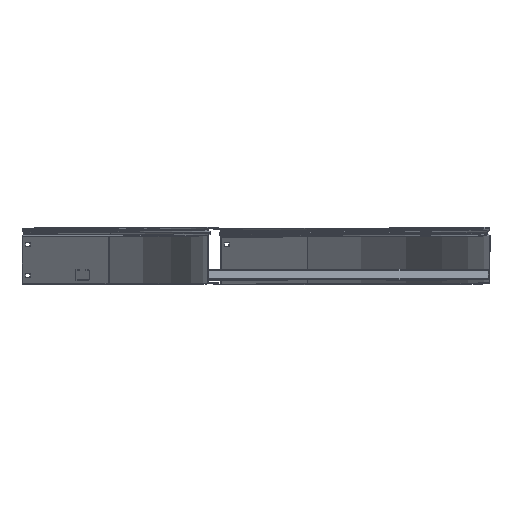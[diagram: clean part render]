
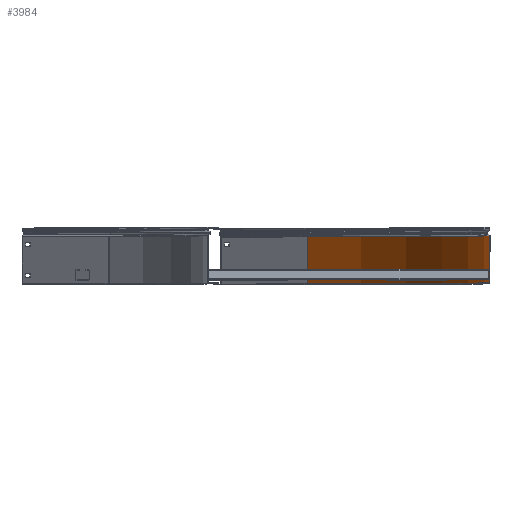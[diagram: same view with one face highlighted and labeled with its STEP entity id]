
A CAD part, top view. The second image highlights one B-rep face of the part: STEP entity #3984.
In plain terms, the highlighted cylindrical face has radius 1101 mm (diameter 2202 mm), a partial arc.
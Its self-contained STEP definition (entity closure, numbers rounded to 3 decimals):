
#118 = VECTOR ( 'NONE', #3852, 1000. ) ;
#214 = EDGE_CURVE ( 'NONE', #6986, #4744, #4243, .T. ) ;
#221 = CARTESIAN_POINT ( 'NONE',  ( 778.525, 1.2, -778.525 ) ) ;
#290 = ORIENTED_EDGE ( 'NONE', *, *, #6701, .F. ) ;
#475 = EDGE_LOOP ( 'NONE', ( #3257, #290, #1936, #6873 ) ) ;
#891 = DIRECTION ( 'NONE',  ( 0., 0., 1. ) ) ;
#1936 = ORIENTED_EDGE ( 'NONE', *, *, #3817, .T. ) ;
#1995 = CIRCLE ( 'NONE', #7558, 1101. ) ;
#2474 = VECTOR ( 'NONE', #6199, 1000. ) ;
#2726 = DIRECTION ( 'NONE',  ( 0., -1., 0. ) ) ;
#3257 = ORIENTED_EDGE ( 'NONE', *, *, #5311, .T. ) ;
#3534 = CARTESIAN_POINT ( 'NONE',  ( 0., 0., 0. ) ) ;
#3817 = EDGE_CURVE ( 'NONE', #4486, #6986, #1995, .T. ) ;
#3852 = DIRECTION ( 'NONE',  ( 0., 1., 0. ) ) ;
#3984 = ADVANCED_FACE ( 'NONE', ( #7702 ), #6248, .F. ) ;
#4178 = DIRECTION ( 'NONE',  ( 0., 0., 1. ) ) ;
#4243 = LINE ( 'NONE', #4292, #2474 ) ;
#4292 = CARTESIAN_POINT ( 'NONE',  ( 1101., 0., 0. ) ) ;
#4486 = VERTEX_POINT ( 'NONE', #221 ) ;
#4744 = VERTEX_POINT ( 'NONE', #7120 ) ;
#4757 = AXIS2_PLACEMENT_3D ( 'NONE', #8162, #4866, #891 ) ;
#4866 = DIRECTION ( 'NONE',  ( 0., 1., 0. ) ) ;
#4995 = LINE ( 'NONE', #8505, #118 ) ;
#5119 = CIRCLE ( 'NONE', #4757, 1101. ) ;
#5311 = EDGE_CURVE ( 'NONE', #4744, #6802, #5119, .T. ) ;
#5451 = DIRECTION ( 'NONE',  ( 0., 0., 1. ) ) ;
#5587 = DIRECTION ( 'NONE',  ( 0., 1., 0. ) ) ;
#6006 = AXIS2_PLACEMENT_3D ( 'NONE', #3534, #5587, #4178 ) ;
#6137 = CARTESIAN_POINT ( 'NONE',  ( 1101., 1.2, 0. ) ) ;
#6199 = DIRECTION ( 'NONE',  ( 0., 1., 0. ) ) ;
#6248 = CYLINDRICAL_SURFACE ( 'NONE', #6006, 1101. ) ;
#6701 = EDGE_CURVE ( 'NONE', #4486, #6802, #4995, .T. ) ;
#6802 = VERTEX_POINT ( 'NONE', #7792 ) ;
#6873 = ORIENTED_EDGE ( 'NONE', *, *, #214, .T. ) ;
#6986 = VERTEX_POINT ( 'NONE', #6137 ) ;
#7120 = CARTESIAN_POINT ( 'NONE',  ( 1101., 84.499, 0. ) ) ;
#7558 = AXIS2_PLACEMENT_3D ( 'NONE', #8082, #2726, #5451 ) ;
#7702 = FACE_OUTER_BOUND ( 'NONE', #475, .T. ) ;
#7792 = CARTESIAN_POINT ( 'NONE',  ( 778.525, 84.499, -778.525 ) ) ;
#8082 = CARTESIAN_POINT ( 'NONE',  ( 0., 1.2, 0. ) ) ;
#8162 = CARTESIAN_POINT ( 'NONE',  ( 0., 84.499, 0. ) ) ;
#8505 = CARTESIAN_POINT ( 'NONE',  ( 778.525, 2.2, -778.525 ) ) ;
